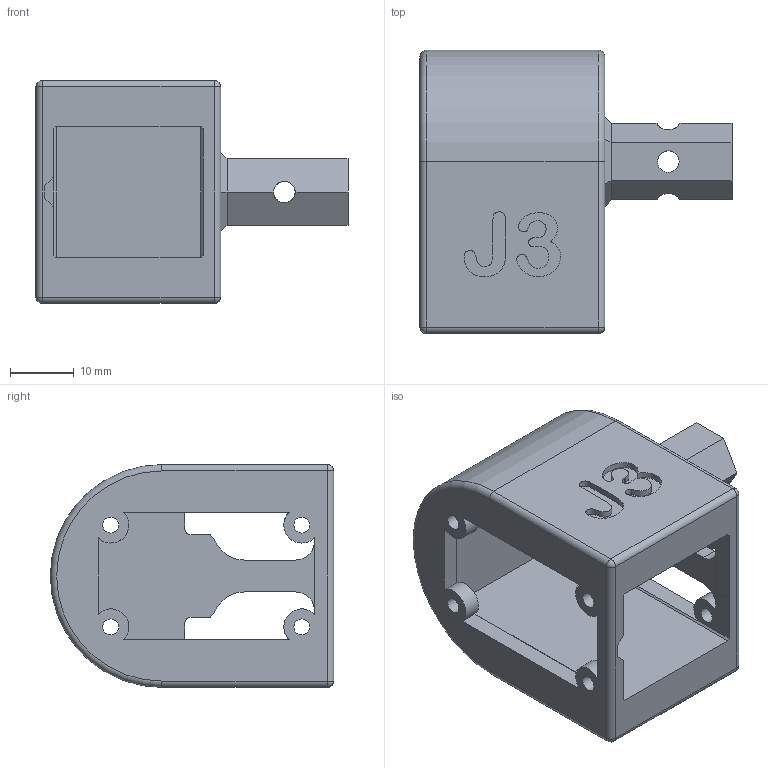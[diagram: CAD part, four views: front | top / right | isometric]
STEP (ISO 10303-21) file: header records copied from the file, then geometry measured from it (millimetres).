
FILE_DESCRIPTION(('HOOPS Exchange Step'),'2;1');
FILE_NAME('temp_export','2025-01-14T14:04:59+10:00',('mobile'),('Shapr3D Limited'),'HOOPS Exchange 2024.6','Shapr3D','Authorized');
FILE_SCHEMA( ('AP242_MANAGED_MODEL_BASED_3D_ENGINEERING_MIM_LF {1 0 10303 442 1 1 4 }') );
Length unit declared in the file: millimetre
Products named in the file (1): root
Bounding box: 49 x 44.5 x 35 mm (x, y, z)
Volume: 22480.6 mm3; surface area: 10117 mm2
Topology: 1 solids, 1 shells, 117 faces, 338 edges, 216 vertices
Faces by surface type: plane 60, cylinder 41, bspline 10, sphere 4, torus 2
Full cylindrical faces by diameter (mm): 2.5 x8, 3.4 x4
Entity records: 4404 total; most frequent: CARTESIAN_POINT 1239, ORIENTED_EDGE 668, DIRECTION 636, EDGE_CURVE 334, VERTEX_POINT 216, AXIS2_PLACEMENT_3D 213, VECTOR 210, LINE 210
